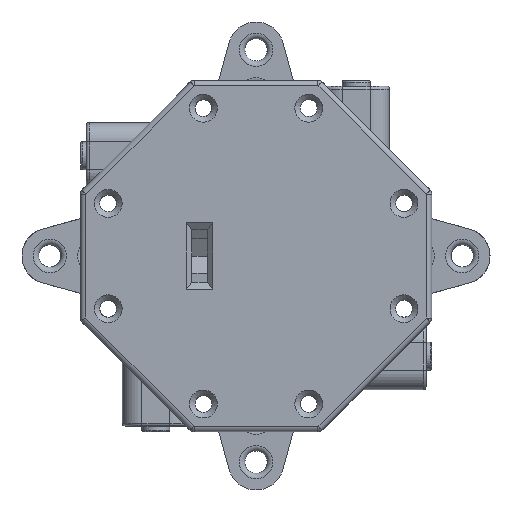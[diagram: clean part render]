
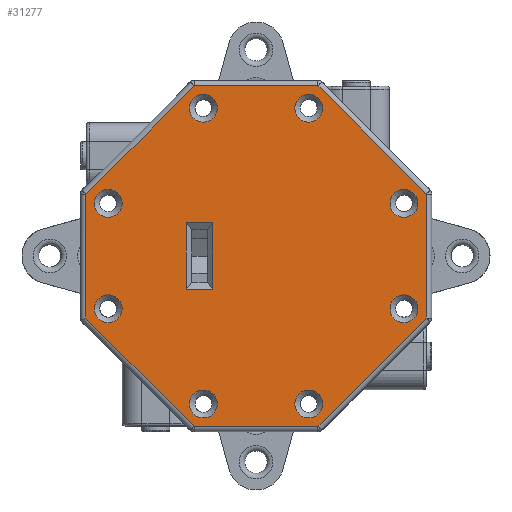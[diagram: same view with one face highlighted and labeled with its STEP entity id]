
A CAD part, front view. The second image highlights one B-rep face of the part: STEP entity #31277.
In plain terms, the highlighted face is planar.
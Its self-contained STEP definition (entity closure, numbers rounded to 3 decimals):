
#1204=FACE_BOUND('',#10956,.T.);
#1205=FACE_BOUND('',#10957,.T.);
#1206=FACE_BOUND('',#10958,.T.);
#1207=FACE_BOUND('',#10959,.T.);
#1208=FACE_BOUND('',#10960,.T.);
#1209=FACE_BOUND('',#10961,.T.);
#1210=FACE_BOUND('',#10962,.T.);
#1211=FACE_BOUND('',#10963,.T.);
#1212=FACE_BOUND('',#10964,.T.);
#1558=PLANE('',#33530);
#2902=LINE('',#49134,#5810);
#2906=LINE('',#49143,#5814);
#2911=LINE('',#49151,#5819);
#2913=LINE('',#49154,#5821);
#2917=LINE('',#49162,#5825);
#2918=LINE('',#49164,#5826);
#2919=LINE('',#49166,#5827);
#2920=LINE('',#49168,#5828);
#2921=LINE('',#49170,#5829);
#2922=LINE('',#49172,#5830);
#2923=LINE('',#49174,#5831);
#2924=LINE('',#49175,#5832);
#5810=VECTOR('',#37882,10.);
#5814=VECTOR('',#37888,10.);
#5819=VECTOR('',#37895,10.);
#5821=VECTOR('',#37899,10.);
#5825=VECTOR('',#37907,10.);
#5826=VECTOR('',#37908,10.);
#5827=VECTOR('',#37909,10.);
#5828=VECTOR('',#37910,10.);
#5829=VECTOR('',#37911,10.);
#5830=VECTOR('',#37912,10.);
#5831=VECTOR('',#37913,10.);
#5832=VECTOR('',#37914,10.);
#9098=FACE_OUTER_BOUND('',#10955,.T.);
#10955=EDGE_LOOP('',(#23261,#23262,#23263,#23264,#23265,#23266,#23267,#23268));
#10956=EDGE_LOOP('',(#23269));
#10957=EDGE_LOOP('',(#23270));
#10958=EDGE_LOOP('',(#23271));
#10959=EDGE_LOOP('',(#23272));
#10960=EDGE_LOOP('',(#23273));
#10961=EDGE_LOOP('',(#23274));
#10962=EDGE_LOOP('',(#23275));
#10963=EDGE_LOOP('',(#23276));
#10964=EDGE_LOOP('',(#23277,#23278,#23279,#23280));
#13037=CIRCLE('',#33531,2.5);
#13038=CIRCLE('',#33532,2.5);
#13039=CIRCLE('',#33533,2.5);
#13040=CIRCLE('',#33534,2.5);
#13041=CIRCLE('',#33535,2.5);
#13042=CIRCLE('',#33536,2.5);
#13043=CIRCLE('',#33537,2.5);
#13044=CIRCLE('',#33538,2.5);
#14586=VERTEX_POINT('',#49132);
#14587=VERTEX_POINT('',#49133);
#14590=VERTEX_POINT('',#49141);
#14591=VERTEX_POINT('',#49142);
#14594=VERTEX_POINT('',#49160);
#14595=VERTEX_POINT('',#49161);
#14596=VERTEX_POINT('',#49163);
#14597=VERTEX_POINT('',#49165);
#14598=VERTEX_POINT('',#49167);
#14599=VERTEX_POINT('',#49169);
#14600=VERTEX_POINT('',#49171);
#14601=VERTEX_POINT('',#49173);
#14602=VERTEX_POINT('',#49176);
#14603=VERTEX_POINT('',#49178);
#14604=VERTEX_POINT('',#49180);
#14605=VERTEX_POINT('',#49182);
#14606=VERTEX_POINT('',#49184);
#14607=VERTEX_POINT('',#49186);
#14608=VERTEX_POINT('',#49188);
#14609=VERTEX_POINT('',#49190);
#17808=EDGE_CURVE('',#14586,#14587,#2902,.T.);
#17812=EDGE_CURVE('',#14590,#14591,#2906,.T.);
#17817=EDGE_CURVE('',#14591,#14586,#2911,.T.);
#17819=EDGE_CURVE('',#14587,#14590,#2913,.T.);
#17823=EDGE_CURVE('',#14594,#14595,#2917,.T.);
#17824=EDGE_CURVE('',#14596,#14594,#2918,.T.);
#17825=EDGE_CURVE('',#14597,#14596,#2919,.T.);
#17826=EDGE_CURVE('',#14598,#14597,#2920,.T.);
#17827=EDGE_CURVE('',#14599,#14598,#2921,.T.);
#17828=EDGE_CURVE('',#14600,#14599,#2922,.T.);
#17829=EDGE_CURVE('',#14601,#14600,#2923,.T.);
#17830=EDGE_CURVE('',#14595,#14601,#2924,.T.);
#17831=EDGE_CURVE('',#14602,#14602,#13037,.T.);
#17832=EDGE_CURVE('',#14603,#14603,#13038,.T.);
#17833=EDGE_CURVE('',#14604,#14604,#13039,.T.);
#17834=EDGE_CURVE('',#14605,#14605,#13040,.T.);
#17835=EDGE_CURVE('',#14606,#14606,#13041,.T.);
#17836=EDGE_CURVE('',#14607,#14607,#13042,.T.);
#17837=EDGE_CURVE('',#14608,#14608,#13043,.T.);
#17838=EDGE_CURVE('',#14609,#14609,#13044,.T.);
#23261=ORIENTED_EDGE('',*,*,#17823,.F.);
#23262=ORIENTED_EDGE('',*,*,#17824,.F.);
#23263=ORIENTED_EDGE('',*,*,#17825,.F.);
#23264=ORIENTED_EDGE('',*,*,#17826,.F.);
#23265=ORIENTED_EDGE('',*,*,#17827,.F.);
#23266=ORIENTED_EDGE('',*,*,#17828,.F.);
#23267=ORIENTED_EDGE('',*,*,#17829,.F.);
#23268=ORIENTED_EDGE('',*,*,#17830,.F.);
#23269=ORIENTED_EDGE('',*,*,#17831,.F.);
#23270=ORIENTED_EDGE('',*,*,#17832,.F.);
#23271=ORIENTED_EDGE('',*,*,#17833,.F.);
#23272=ORIENTED_EDGE('',*,*,#17834,.F.);
#23273=ORIENTED_EDGE('',*,*,#17835,.F.);
#23274=ORIENTED_EDGE('',*,*,#17836,.F.);
#23275=ORIENTED_EDGE('',*,*,#17837,.F.);
#23276=ORIENTED_EDGE('',*,*,#17838,.F.);
#23277=ORIENTED_EDGE('',*,*,#17812,.F.);
#23278=ORIENTED_EDGE('',*,*,#17819,.F.);
#23279=ORIENTED_EDGE('',*,*,#17808,.F.);
#23280=ORIENTED_EDGE('',*,*,#17817,.F.);
#31277=ADVANCED_FACE('',(#9098,#1204,#1205,#1206,#1207,#1208,#1209,#1210,
#1211,#1212),#1558,.T.);
#33530=AXIS2_PLACEMENT_3D('',#49159,#37905,#37906);
#33531=AXIS2_PLACEMENT_3D('',#49177,#37915,#37916);
#33532=AXIS2_PLACEMENT_3D('',#49179,#37917,#37918);
#33533=AXIS2_PLACEMENT_3D('',#49181,#37919,#37920);
#33534=AXIS2_PLACEMENT_3D('',#49183,#37921,#37922);
#33535=AXIS2_PLACEMENT_3D('',#49185,#37923,#37924);
#33536=AXIS2_PLACEMENT_3D('',#49187,#37925,#37926);
#33537=AXIS2_PLACEMENT_3D('',#49189,#37927,#37928);
#33538=AXIS2_PLACEMENT_3D('',#49191,#37929,#37930);
#37882=DIRECTION('',(1.,0.,0.));
#37888=DIRECTION('',(-1.,0.,0.));
#37895=DIRECTION('',(0.,0.,1.));
#37899=DIRECTION('',(0.,0.,-1.));
#37905=DIRECTION('center_axis',(0.,1.,0.));
#37906=DIRECTION('ref_axis',(0.,0.,1.));
#37907=DIRECTION('',(-0.707,0.,0.707));
#37908=DIRECTION('',(0.,0.,1.));
#37909=DIRECTION('',(0.707,0.,0.707));
#37910=DIRECTION('',(1.,0.,0.));
#37911=DIRECTION('',(0.707,0.,-0.707));
#37912=DIRECTION('',(0.,0.,-1.));
#37913=DIRECTION('',(-0.707,0.,-0.707));
#37914=DIRECTION('',(-1.,0.,0.));
#37915=DIRECTION('center_axis',(0.,1.,0.));
#37916=DIRECTION('ref_axis',(-1.,0.,0.));
#37917=DIRECTION('center_axis',(0.,1.,0.));
#37918=DIRECTION('ref_axis',(0.,0.,-1.));
#37919=DIRECTION('center_axis',(0.,1.,0.));
#37920=DIRECTION('ref_axis',(1.,0.,0.));
#37921=DIRECTION('center_axis',(0.,1.,0.));
#37922=DIRECTION('ref_axis',(0.,0.,1.));
#37923=DIRECTION('center_axis',(0.,1.,0.));
#37924=DIRECTION('ref_axis',(0.,0.,1.));
#37925=DIRECTION('center_axis',(0.,1.,0.));
#37926=DIRECTION('ref_axis',(1.,0.,0.));
#37927=DIRECTION('center_axis',(0.,1.,0.));
#37928=DIRECTION('ref_axis',(0.,0.,-1.));
#37929=DIRECTION('center_axis',(0.,1.,0.));
#37930=DIRECTION('ref_axis',(-1.,0.,0.));
#49132=CARTESIAN_POINT('',(-12.54,18.,5.995));
#49133=CARTESIAN_POINT('',(-7.74,18.,5.995));
#49134=CARTESIAN_POINT('',(-5.77,18.,5.995));
#49141=CARTESIAN_POINT('',(-7.74,18.,-6.002));
#49142=CARTESIAN_POINT('',(-12.54,18.,-6.002));
#49143=CARTESIAN_POINT('',(-5.77,18.,-6.002));
#49151=CARTESIAN_POINT('',(-12.54,18.,-0.002));
#49154=CARTESIAN_POINT('',(-7.74,18.,-0.002));
#49159=CARTESIAN_POINT('Origin',(0.,18.,0.));
#49160=CARTESIAN_POINT('',(30.54,18.,11.115));
#49161=CARTESIAN_POINT('',(11.115,18.,30.54));
#49162=CARTESIAN_POINT('',(15.825,18.,25.83));
#49163=CARTESIAN_POINT('',(30.54,18.,-11.115));
#49164=CARTESIAN_POINT('',(30.54,18.,5.765));
#49165=CARTESIAN_POINT('',(11.115,18.,-30.54));
#49166=CARTESIAN_POINT('',(25.83,18.,-15.825));
#49167=CARTESIAN_POINT('',(-11.115,18.,-30.54));
#49168=CARTESIAN_POINT('',(5.765,18.,-30.54));
#49169=CARTESIAN_POINT('',(-30.54,18.,-11.115));
#49170=CARTESIAN_POINT('',(-15.825,18.,-25.83));
#49171=CARTESIAN_POINT('',(-30.54,18.,11.115));
#49172=CARTESIAN_POINT('',(-30.54,18.,-5.765));
#49173=CARTESIAN_POINT('',(-11.115,18.,30.54));
#49174=CARTESIAN_POINT('',(-25.83,18.,15.825));
#49175=CARTESIAN_POINT('',(-5.765,18.,30.54));
#49176=CARTESIAN_POINT('',(29.04,18.,-9.459));
#49177=CARTESIAN_POINT('Origin',(26.54,18.,-9.459));
#49178=CARTESIAN_POINT('',(9.459,18.,29.04));
#49179=CARTESIAN_POINT('Origin',(9.459,18.,26.54));
#49180=CARTESIAN_POINT('',(-29.04,18.,9.459));
#49181=CARTESIAN_POINT('Origin',(-26.54,18.,9.459));
#49182=CARTESIAN_POINT('',(-9.459,18.,-29.04));
#49183=CARTESIAN_POINT('Origin',(-9.459,18.,-26.54));
#49184=CARTESIAN_POINT('',(9.459,18.,-29.04));
#49185=CARTESIAN_POINT('Origin',(9.459,18.,-26.54));
#49186=CARTESIAN_POINT('',(-29.04,18.,-9.458));
#49187=CARTESIAN_POINT('Origin',(-26.54,18.,-9.458));
#49188=CARTESIAN_POINT('',(-9.458,18.,29.04));
#49189=CARTESIAN_POINT('Origin',(-9.458,18.,26.54));
#49190=CARTESIAN_POINT('',(29.04,18.,9.459));
#49191=CARTESIAN_POINT('Origin',(26.54,18.,9.459));
